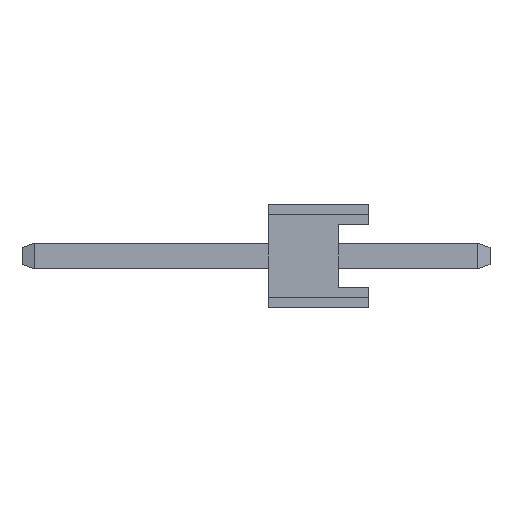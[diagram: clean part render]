
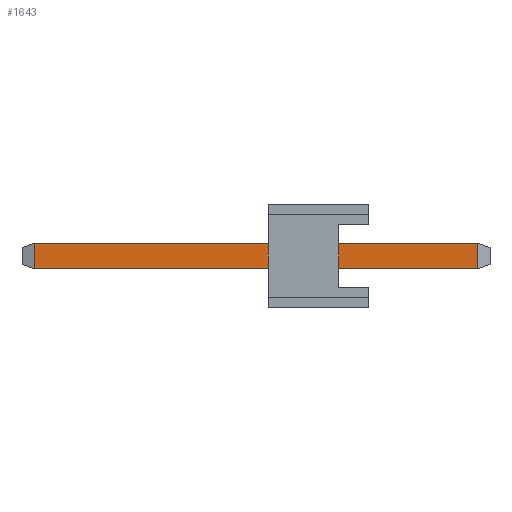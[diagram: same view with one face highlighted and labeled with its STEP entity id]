
A CAD part, left-side view. The second image highlights one B-rep face of the part: STEP entity #1643.
In plain terms, the highlighted planar face has unit normal (-1, 0, 0).
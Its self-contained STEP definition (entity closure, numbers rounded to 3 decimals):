
#46 = PLANE ( 'NONE',  #4496 ) ;
#214 = ORIENTED_EDGE ( 'NONE', *, *, #1943, .T. ) ;
#443 = CARTESIAN_POINT ( 'NONE',  ( -5.4, 8.3, 0.32 ) ) ;
#957 = LINE ( 'NONE', #3995, #2041 ) ;
#959 = DIRECTION ( 'NONE',  ( 0., 1., 0. ) ) ;
#1389 = EDGE_CURVE ( 'NONE', #3145, #2525, #957, .T. ) ;
#1643 = ADVANCED_FACE ( 'NONE', ( #2328 ), #46, .T. ) ;
#1677 = LINE ( 'NONE', #4728, #2636 ) ;
#1933 = ORIENTED_EDGE ( 'NONE', *, *, #2480, .T. ) ;
#1943 = EDGE_CURVE ( 'NONE', #3042, #3145, #2728, .T. ) ;
#1961 = CARTESIAN_POINT ( 'NONE',  ( -5.4, -6.905, -0.32 ) ) ;
#2041 = VECTOR ( 'NONE', #3554, 1000. ) ;
#2110 = CARTESIAN_POINT ( 'NONE',  ( -5.4, -2.7, -0.32 ) ) ;
#2328 = FACE_OUTER_BOUND ( 'NONE', #4910, .T. ) ;
#2372 = EDGE_CURVE ( 'NONE', #3042, #3791, #1677, .T. ) ;
#2377 = VECTOR ( 'NONE', #4044, 1000. ) ;
#2480 = EDGE_CURVE ( 'NONE', #2525, #3791, #3328, .T. ) ;
#2525 = VERTEX_POINT ( 'NONE', #443 ) ;
#2636 = VECTOR ( 'NONE', #959, 1000. ) ;
#2728 = LINE ( 'NONE', #4947, #2877 ) ;
#2824 = ORIENTED_EDGE ( 'NONE', *, *, #2372, .F. ) ;
#2877 = VECTOR ( 'NONE', #3479, 1000. ) ;
#2990 = CARTESIAN_POINT ( 'NONE',  ( -5.4, 8.3, -0.32 ) ) ;
#3042 = VERTEX_POINT ( 'NONE', #2110 ) ;
#3104 = DIRECTION ( 'NONE',  ( 0., 0., 1. ) ) ;
#3145 = VERTEX_POINT ( 'NONE', #4022 ) ;
#3328 = LINE ( 'NONE', #2990, #2377 ) ;
#3469 = DIRECTION ( 'NONE',  ( -1., 0., 0. ) ) ;
#3479 = DIRECTION ( 'NONE',  ( 0., 0., 1. ) ) ;
#3554 = DIRECTION ( 'NONE',  ( 0., 1., 0. ) ) ;
#3776 = CARTESIAN_POINT ( 'NONE',  ( -5.4, 8.3, -0.32 ) ) ;
#3791 = VERTEX_POINT ( 'NONE', #3776 ) ;
#3969 = ORIENTED_EDGE ( 'NONE', *, *, #1389, .T. ) ;
#3995 = CARTESIAN_POINT ( 'NONE',  ( -5.4, -6.905, 0.32 ) ) ;
#4022 = CARTESIAN_POINT ( 'NONE',  ( -5.4, -2.7, 0.32 ) ) ;
#4044 = DIRECTION ( 'NONE',  ( 0., 0., -1. ) ) ;
#4496 = AXIS2_PLACEMENT_3D ( 'NONE', #1961, #3469, #3104 ) ;
#4728 = CARTESIAN_POINT ( 'NONE',  ( -5.4, -6.905, -0.32 ) ) ;
#4910 = EDGE_LOOP ( 'NONE', ( #3969, #1933, #2824, #214 ) ) ;
#4947 = CARTESIAN_POINT ( 'NONE',  ( -5.4, -2.7, 0.32 ) ) ;
